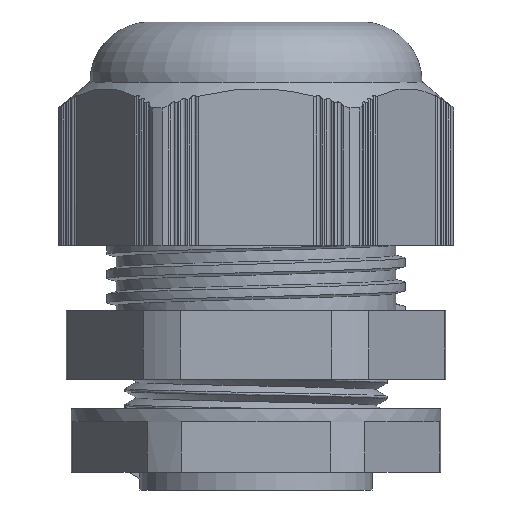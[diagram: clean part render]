
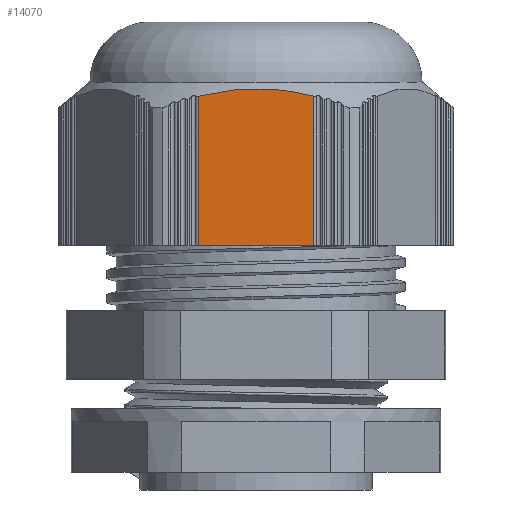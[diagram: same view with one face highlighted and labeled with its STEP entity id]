
A CAD part, front view. The second image highlights one B-rep face of the part: STEP entity #14070.
In plain terms, the highlighted planar face has unit normal (0, -1, 0).
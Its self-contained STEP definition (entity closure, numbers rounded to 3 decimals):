
#2887 = VECTOR ( 'NONE', #14517, 1000. ) ;
#2927 = VECTOR ( 'NONE', #14857, 1000. ) ;
#2930 = VECTOR ( 'NONE', #14943, 1000. ) ;
#3375 = AXIS2_PLACEMENT_3D ( 'NONE', #9556, #9549, #9573 ) ;
#7309 = CARTESIAN_POINT ( 'NONE',  ( 3.663, -16.5, 37.749 ) ) ;
#7317 = CARTESIAN_POINT ( 'NONE',  ( 4.572, -16.5, 37.567 ) ) ;
#7331 = CARTESIAN_POINT ( 'NONE',  ( -5.473, -16.5, 37.335 ) ) ;
#7338 = CARTESIAN_POINT ( 'NONE',  ( 0.435, -16.5, 38.058 ) ) ;
#7341 = CARTESIAN_POINT ( 'NONE',  ( 2.283, -16.5, 37.934 ) ) ;
#7345 = CARTESIAN_POINT ( 'NONE',  ( -1.86, -16.5, 38.056 ) ) ;
#7348 = CARTESIAN_POINT ( 'NONE',  ( 0.896, -16.5, 38.043 ) ) ;
#7350 = CARTESIAN_POINT ( 'NONE',  ( 1.82, -16.5, 37.981 ) ) ;
#7351 = CARTESIAN_POINT ( 'NONE',  ( 5.473, -16.5, 37.335 ) ) ;
#7352 = CARTESIAN_POINT ( 'NONE',  ( -3.675, -16.5, 37.798 ) ) ;
#7822 = B_SPLINE_CURVE_WITH_KNOTS ( 'NONE', 3,
 ( #7331, #7352, #7345, #7338, #7348, #7350, #7341, #7309, #7317, #7351 ),
 .UNSPECIFIED., .F., .F.,
 ( 4, 2, 2, 2, 4 ),
 ( 0., 0.005, 0.007, 0.008, 0.011 ),
 .UNSPECIFIED. ) ;
#8167 = ORIENTED_EDGE ( 'NONE', *, *, #13732, .F. ) ;
#8184 = ORIENTED_EDGE ( 'NONE', *, *, #13721, .T. ) ;
#8208 = ORIENTED_EDGE ( 'NONE', *, *, #13649, .F. ) ;
#8218 = ORIENTED_EDGE ( 'NONE', *, *, #13676, .F. ) ;
#9549 = DIRECTION ( 'NONE',  ( 0., 1., 0. ) ) ;
#9556 = CARTESIAN_POINT ( 'NONE',  ( -9.526, -16.5, 38.671 ) ) ;
#9559 = PLANE ( 'NONE',  #3375 ) ;
#9573 = DIRECTION ( 'NONE',  ( -1., 0., 0. ) ) ;
#9580 = FACE_OUTER_BOUND ( 'NONE', #11825, .T. ) ;
#11440 = VERTEX_POINT ( 'NONE', #11616 ) ;
#11448 = VERTEX_POINT ( 'NONE', #11614 ) ;
#11480 = VERTEX_POINT ( 'NONE', #11637 ) ;
#11481 = VERTEX_POINT ( 'NONE', #11633 ) ;
#11614 = CARTESIAN_POINT ( 'NONE',  ( -5.473, -16.5, 37.335 ) ) ;
#11616 = CARTESIAN_POINT ( 'NONE',  ( 5.473, -16.5, 37.335 ) ) ;
#11633 = CARTESIAN_POINT ( 'NONE',  ( -5.473, -16.5, 23.171 ) ) ;
#11637 = CARTESIAN_POINT ( 'NONE',  ( 5.473, -16.5, 23.171 ) ) ;
#11825 = EDGE_LOOP ( 'NONE', ( #8167, #8208, #8218, #8184 ) ) ;
#13649 = EDGE_CURVE ( 'NONE', #11448, #11440, #7822, .T. ) ;
#13676 = EDGE_CURVE ( 'NONE', #11481, #11448, #14482, .T. ) ;
#13721 = EDGE_CURVE ( 'NONE', #11481, #11480, #14865, .T. ) ;
#13732 = EDGE_CURVE ( 'NONE', #11440, #11480, #14935, .T. ) ;
#14070 = ADVANCED_FACE ( 'NONE', ( #9580 ), #9559, .F. ) ;
#14482 = LINE ( 'NONE', #14485, #2887 ) ;
#14485 = CARTESIAN_POINT ( 'NONE',  ( -5.473, -16.5, 38.671 ) ) ;
#14517 = DIRECTION ( 'NONE',  ( 0., 0., 1. ) ) ;
#14857 = DIRECTION ( 'NONE',  ( 1., 0., 0. ) ) ;
#14865 = LINE ( 'NONE', #14891, #2927 ) ;
#14891 = CARTESIAN_POINT ( 'NONE',  ( -9.526, -16.5, 23.171 ) ) ;
#14935 = LINE ( 'NONE', #14941, #2930 ) ;
#14941 = CARTESIAN_POINT ( 'NONE',  ( 5.473, -16.5, 38.671 ) ) ;
#14943 = DIRECTION ( 'NONE',  ( 0., 0., -1. ) ) ;
